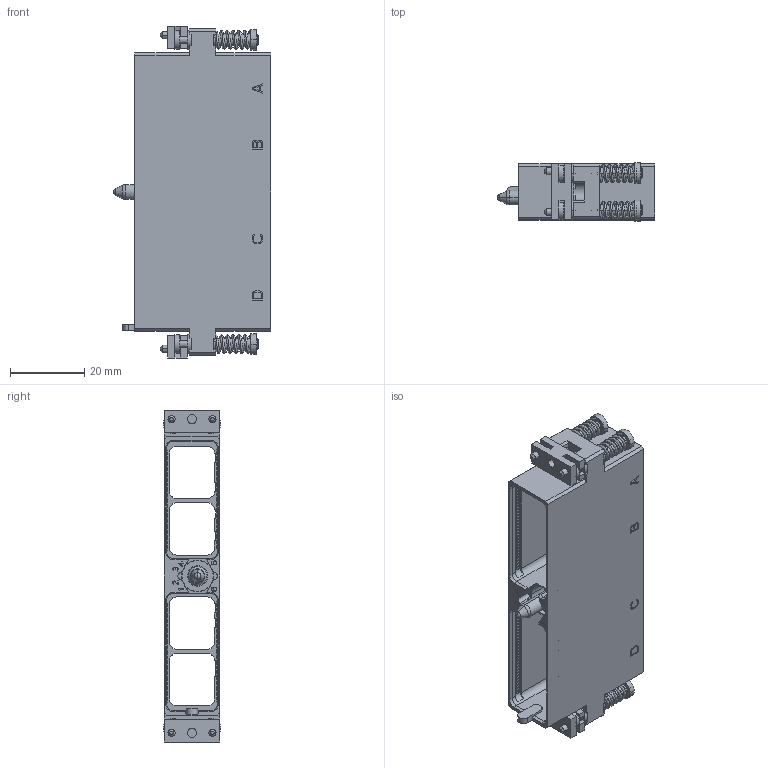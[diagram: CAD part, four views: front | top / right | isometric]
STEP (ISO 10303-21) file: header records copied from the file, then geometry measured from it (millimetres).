
FILE_DESCRIPTION((''),'2;1');
FILE_NAME('SIM3D89N','2020-07-30T',('presta_be4'),(''),'CREO PARAMETRIC BY PTC INC, 2018360','CREO PARAMETRIC BY PTC INC, 2018360','');
FILE_SCHEMA(('CONFIG_CONTROL_DESIGN'));
Products named in the file (1): SIM3D89N
Bounding box: 42.35 x 15.5 x 89.5 mm (x, y, z)
Volume: 12170.6 mm3; surface area: 20186.4 mm2
Topology: 1 solids, 1 shells, 3393 faces, 9920 edges, 6299 vertices
Faces by surface type: plane 1774, cylinder 1113, cone 486, bspline 16, sphere 4
Entity records: 120406 total; most frequent: CARTESIAN_POINT 30191, DIRECTION 18995, ORIENTED_EDGE 18972, EDGE_CURVE 9486, VECTOR 6491, LINE 6491, VERTEX_POINT 6299, AXIS2_PLACEMENT_3D 6252
